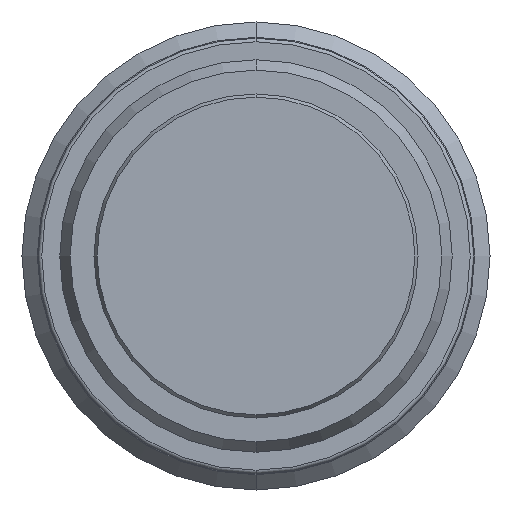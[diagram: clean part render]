
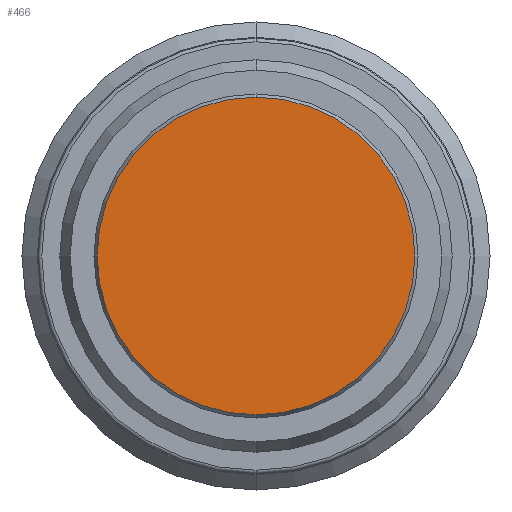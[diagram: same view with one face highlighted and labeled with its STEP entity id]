
A CAD part, front view. The second image highlights one B-rep face of the part: STEP entity #466.
In plain terms, the highlighted planar face has unit normal (0, -1, 0).
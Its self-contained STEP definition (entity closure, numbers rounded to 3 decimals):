
#252=PLANE('',#2958);
#466=ADVANCED_FACE('',(#680),#252,.T.);
#680=FACE_OUTER_BOUND('',#843,.T.);
#843=EDGE_LOOP('',(#1529,#1530));
#1529=ORIENTED_EDGE('',*,*,#2267,.F.);
#1530=ORIENTED_EDGE('',*,*,#2374,.F.);
#2009=VERTEX_POINT('',#4240);
#2010=VERTEX_POINT('',#4241);
#2267=EDGE_CURVE('',#2009,#2010,#2624,.T.);
#2374=EDGE_CURVE('',#2010,#2009,#2675,.T.);
#2624=CIRCLE('',#2862,8.827);
#2675=CIRCLE('',#2956,8.827);
#2862=AXIS2_PLACEMENT_3D('',#4239,#3334,#3335);
#2956=AXIS2_PLACEMENT_3D('',#4513,#3558,#3559);
#2958=AXIS2_PLACEMENT_3D('',#4515,#3562,#3563);
#3334=DIRECTION('',(0.,1.,0.));
#3335=DIRECTION('',(0.,0.,1.));
#3558=DIRECTION('',(0.,1.,0.));
#3559=DIRECTION('',(0.,0.,1.));
#3562=DIRECTION('',(0.,-1.,0.));
#3563=DIRECTION('',(0.,0.,-1.));
#4239=CARTESIAN_POINT('',(0.,-2.5,0.));
#4240=CARTESIAN_POINT('',(0.,-2.5,8.827));
#4241=CARTESIAN_POINT('',(0.,-2.5,-8.827));
#4513=CARTESIAN_POINT('',(0.,-2.5,0.));
#4515=CARTESIAN_POINT('',(0.,-2.5,0.));
